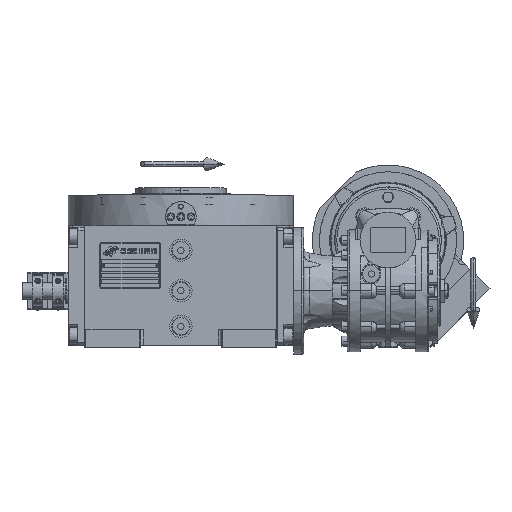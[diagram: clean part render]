
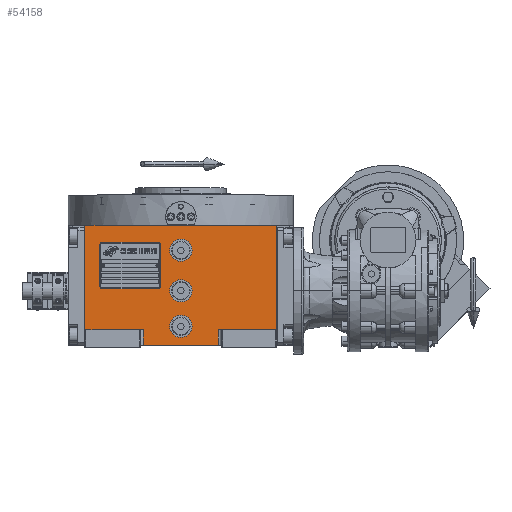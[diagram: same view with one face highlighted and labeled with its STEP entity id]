
A CAD part, top view. The second image highlights one B-rep face of the part: STEP entity #54158.
In plain terms, the highlighted planar face has unit normal (0, 0, 1).
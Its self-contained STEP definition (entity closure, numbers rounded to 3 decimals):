
#678 = CARTESIAN_POINT ( 'NONE',  ( -37., -53.5, 163.5 ) ) ;
#1113 = ORIENTED_EDGE ( 'NONE', *, *, #63100, .T. ) ;
#3573 = CARTESIAN_POINT ( 'NONE',  ( -94.5, 64.5, 163.5 ) ) ;
#4421 = ORIENTED_EDGE ( 'NONE', *, *, #139317, .T. ) ;
#5951 = CARTESIAN_POINT ( 'NONE',  ( 94.5, -38.5, 163.5 ) ) ;
#6452 = AXIS2_PLACEMENT_3D ( 'NONE', #35169, #69876, #133742 ) ;
#7998 = DIRECTION ( 'NONE',  ( 1., 0., 0. ) ) ;
#8405 = LINE ( 'NONE', #41044, #14493 ) ;
#9352 = CARTESIAN_POINT ( 'NONE',  ( -37., -53.5, 163.5 ) ) ;
#10880 = CIRCLE ( 'NONE', #108265, 11. ) ;
#14493 = VECTOR ( 'NONE', #71540, 1000. ) ;
#14944 = EDGE_CURVE ( 'NONE', #94223, #93865, #35515, .T. ) ;
#17237 = DIRECTION ( 'NONE',  ( 0., 0., 1. ) ) ;
#18791 = VECTOR ( 'NONE', #26555, 1000. ) ;
#19340 = FACE_BOUND ( 'NONE', #80301, .T. ) ;
#19878 = CARTESIAN_POINT ( 'NONE',  ( 0., 40., 163.5 ) ) ;
#21600 = CARTESIAN_POINT ( 'NONE',  ( 37., -38.5, 163.5 ) ) ;
#24601 = DIRECTION ( 'NONE',  ( 1., 0., 0. ) ) ;
#26197 = CARTESIAN_POINT ( 'NONE',  ( 0., -35., 163.5 ) ) ;
#26555 = DIRECTION ( 'NONE',  ( 0., 1., 0. ) ) ;
#27900 = FACE_BOUND ( 'NONE', #82417, .T. ) ;
#28604 = PLANE ( 'NONE',  #109880 ) ;
#29037 = CARTESIAN_POINT ( 'NONE',  ( -94.5, 64.5, 163.5 ) ) ;
#30120 = EDGE_CURVE ( 'NONE', #136679, #130321, #10880, .T. ) ;
#30730 = CARTESIAN_POINT ( 'NONE',  ( 37., -53.5, 163.5 ) ) ;
#32102 = CIRCLE ( 'NONE', #68300, 11. ) ;
#32876 = DIRECTION ( 'NONE',  ( 1., 0., 0. ) ) ;
#32976 = CARTESIAN_POINT ( 'NONE',  ( -37., -53.5, 163.5 ) ) ;
#33970 = VERTEX_POINT ( 'NONE', #32976 ) ;
#34534 = CARTESIAN_POINT ( 'NONE',  ( 94.5, -38.5, 163.5 ) ) ;
#35169 = CARTESIAN_POINT ( 'NONE',  ( 0., 0., 163.5 ) ) ;
#35515 = CIRCLE ( 'NONE', #71741, 11. ) ;
#36026 = CARTESIAN_POINT ( 'NONE',  ( -11., 40., 163.5 ) ) ;
#40646 = FACE_OUTER_BOUND ( 'NONE', #90256, .T. ) ;
#41044 = CARTESIAN_POINT ( 'NONE',  ( -94.5, -38.5, 163.5 ) ) ;
#41219 = VERTEX_POINT ( 'NONE', #30730 ) ;
#42150 = LINE ( 'NONE', #21600, #122764 ) ;
#43387 = CARTESIAN_POINT ( 'NONE',  ( 11., 0., 163.5 ) ) ;
#44876 = ORIENTED_EDGE ( 'NONE', *, *, #78022, .T. ) ;
#46174 = CARTESIAN_POINT ( 'NONE',  ( 0., -35., 163.5 ) ) ;
#48225 = ORIENTED_EDGE ( 'NONE', *, *, #14944, .F. ) ;
#49033 = EDGE_LOOP ( 'NONE', ( #116682, #105947 ) ) ;
#49656 = EDGE_CURVE ( 'NONE', #130321, #136679, #32102, .T. ) ;
#51771 = EDGE_CURVE ( 'NONE', #99810, #97948, #69086, .T. ) ;
#54158 = ADVANCED_FACE ( 'NONE', ( #114402, #19340, #27900, #40646 ), #28604, .T. ) ;
#55827 = CARTESIAN_POINT ( 'NONE',  ( -94.5, -38.5, 163.5 ) ) ;
#57341 = EDGE_CURVE ( 'NONE', #99810, #93912, #8405, .T. ) ;
#58390 = DIRECTION ( 'NONE',  ( -1., 0., 0. ) ) ;
#59061 = VERTEX_POINT ( 'NONE', #82222 ) ;
#61266 = CARTESIAN_POINT ( 'NONE',  ( -94.5, -38.5, 163.5 ) ) ;
#61946 = ORIENTED_EDGE ( 'NONE', *, *, #103797, .F. ) ;
#62536 = LINE ( 'NONE', #9352, #100045 ) ;
#63100 = EDGE_CURVE ( 'NONE', #69454, #97547, #123714, .T. ) ;
#64111 = EDGE_CURVE ( 'NONE', #97948, #97547, #82885, .T. ) ;
#65402 = DIRECTION ( 'NONE',  ( 1., 0., 0. ) ) ;
#68300 = AXIS2_PLACEMENT_3D ( 'NONE', #46174, #110026, #65402 ) ;
#69086 = LINE ( 'NONE', #61266, #18791 ) ;
#69223 = CIRCLE ( 'NONE', #125942, 11. ) ;
#69454 = VERTEX_POINT ( 'NONE', #34534 ) ;
#69876 = DIRECTION ( 'NONE',  ( 0., 0., 1. ) ) ;
#71540 = DIRECTION ( 'NONE',  ( 1., 0., 0. ) ) ;
#71741 = AXIS2_PLACEMENT_3D ( 'NONE', #19878, #82999, #115652 ) ;
#71778 = VECTOR ( 'NONE', #138895, 1000. ) ;
#73302 = LINE ( 'NONE', #85335, #97157 ) ;
#74411 = EDGE_CURVE ( 'NONE', #85392, #59061, #69223, .T. ) ;
#75344 = CARTESIAN_POINT ( 'NONE',  ( 11., -35., 163.5 ) ) ;
#78022 = EDGE_CURVE ( 'NONE', #85497, #69454, #73302, .T. ) ;
#79606 = ORIENTED_EDGE ( 'NONE', *, *, #30120, .F. ) ;
#79911 = ORIENTED_EDGE ( 'NONE', *, *, #64111, .F. ) ;
#80301 = EDGE_LOOP ( 'NONE', ( #133129, #79606 ) ) ;
#81140 = DIRECTION ( 'NONE',  ( 0., 1., 0. ) ) ;
#81473 = DIRECTION ( 'NONE',  ( -1., 0., 0. ) ) ;
#82222 = CARTESIAN_POINT ( 'NONE',  ( -11., 0., 163.5 ) ) ;
#82417 = EDGE_LOOP ( 'NONE', ( #48225, #115714 ) ) ;
#82464 = CARTESIAN_POINT ( 'NONE',  ( -94.5, -53.5, 163.5 ) ) ;
#82885 = LINE ( 'NONE', #29037, #71778 ) ;
#82999 = DIRECTION ( 'NONE',  ( 0., 0., 1. ) ) ;
#84490 = DIRECTION ( 'NONE',  ( 0., 1., 0. ) ) ;
#84923 = EDGE_CURVE ( 'NONE', #93865, #94223, #100033, .T. ) ;
#85335 = CARTESIAN_POINT ( 'NONE',  ( 37., -38.5, 163.5 ) ) ;
#85392 = VERTEX_POINT ( 'NONE', #43387 ) ;
#85497 = VERTEX_POINT ( 'NONE', #132707 ) ;
#86459 = ORIENTED_EDGE ( 'NONE', *, *, #57341, .T. ) ;
#87211 = LINE ( 'NONE', #678, #116368 ) ;
#87912 = DIRECTION ( 'NONE',  ( 1., 0., 0. ) ) ;
#88714 = AXIS2_PLACEMENT_3D ( 'NONE', #121552, #122261, #58390 ) ;
#90256 = EDGE_LOOP ( 'NONE', ( #4421, #61946, #44876, #1113, #79911, #93216, #86459, #115580 ) ) ;
#91873 = DIRECTION ( 'NONE',  ( 0., 0., 1. ) ) ;
#92083 = DIRECTION ( 'NONE',  ( 0., 0., 1. ) ) ;
#93216 = ORIENTED_EDGE ( 'NONE', *, *, #51771, .F. ) ;
#93865 = VERTEX_POINT ( 'NONE', #36026 ) ;
#93912 = VERTEX_POINT ( 'NONE', #137363 ) ;
#94223 = VERTEX_POINT ( 'NONE', #117612 ) ;
#96012 = CARTESIAN_POINT ( 'NONE',  ( 94.5, 64.5, 163.5 ) ) ;
#97157 = VECTOR ( 'NONE', #32876, 1000. ) ;
#97251 = EDGE_CURVE ( 'NONE', #59061, #85392, #126451, .T. ) ;
#97547 = VERTEX_POINT ( 'NONE', #96012 ) ;
#97948 = VERTEX_POINT ( 'NONE', #3573 ) ;
#99810 = VERTEX_POINT ( 'NONE', #55827 ) ;
#100033 = CIRCLE ( 'NONE', #88714, 11. ) ;
#100045 = VECTOR ( 'NONE', #84490, 1000. ) ;
#103151 = EDGE_CURVE ( 'NONE', #33970, #93912, #62536, .T. ) ;
#103797 = EDGE_CURVE ( 'NONE', #85497, #41219, #42150, .T. ) ;
#105947 = ORIENTED_EDGE ( 'NONE', *, *, #97251, .F. ) ;
#108085 = DIRECTION ( 'NONE',  ( 0., -1., 0. ) ) ;
#108265 = AXIS2_PLACEMENT_3D ( 'NONE', #26197, #92083, #81473 ) ;
#109880 = AXIS2_PLACEMENT_3D ( 'NONE', #82464, #17237, #7998 ) ;
#110026 = DIRECTION ( 'NONE',  ( 0., 0., 1. ) ) ;
#114402 = FACE_BOUND ( 'NONE', #49033, .T. ) ;
#115580 = ORIENTED_EDGE ( 'NONE', *, *, #103151, .F. ) ;
#115652 = DIRECTION ( 'NONE',  ( 1., 0., 0. ) ) ;
#115714 = ORIENTED_EDGE ( 'NONE', *, *, #84923, .F. ) ;
#116368 = VECTOR ( 'NONE', #87912, 1000. ) ;
#116682 = ORIENTED_EDGE ( 'NONE', *, *, #74411, .F. ) ;
#117612 = CARTESIAN_POINT ( 'NONE',  ( 11., 40., 163.5 ) ) ;
#121552 = CARTESIAN_POINT ( 'NONE',  ( 0., 40., 163.5 ) ) ;
#122261 = DIRECTION ( 'NONE',  ( 0., 0., 1. ) ) ;
#122764 = VECTOR ( 'NONE', #108085, 1000. ) ;
#123628 = CARTESIAN_POINT ( 'NONE',  ( -11., -35., 163.5 ) ) ;
#123714 = LINE ( 'NONE', #5951, #135369 ) ;
#125942 = AXIS2_PLACEMENT_3D ( 'NONE', #133781, #91873, #24601 ) ;
#126451 = CIRCLE ( 'NONE', #6452, 11. ) ;
#130321 = VERTEX_POINT ( 'NONE', #75344 ) ;
#132707 = CARTESIAN_POINT ( 'NONE',  ( 37., -38.5, 163.5 ) ) ;
#133129 = ORIENTED_EDGE ( 'NONE', *, *, #49656, .F. ) ;
#133742 = DIRECTION ( 'NONE',  ( -1., 0., 0. ) ) ;
#133781 = CARTESIAN_POINT ( 'NONE',  ( 0., 0., 163.5 ) ) ;
#135369 = VECTOR ( 'NONE', #81140, 1000. ) ;
#136679 = VERTEX_POINT ( 'NONE', #123628 ) ;
#137363 = CARTESIAN_POINT ( 'NONE',  ( -37., -38.5, 163.5 ) ) ;
#138895 = DIRECTION ( 'NONE',  ( 1., 0., 0. ) ) ;
#139317 = EDGE_CURVE ( 'NONE', #33970, #41219, #87211, .T. ) ;
